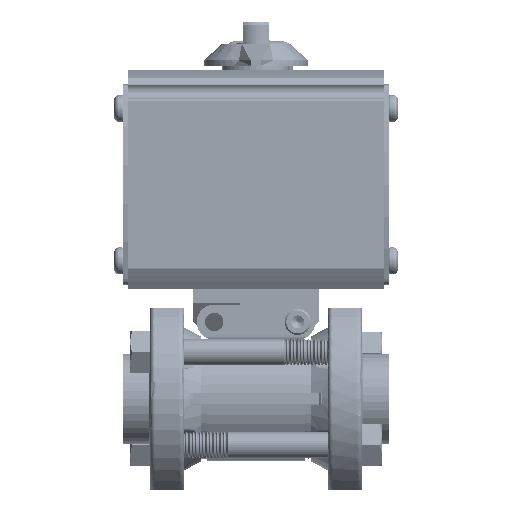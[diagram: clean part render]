
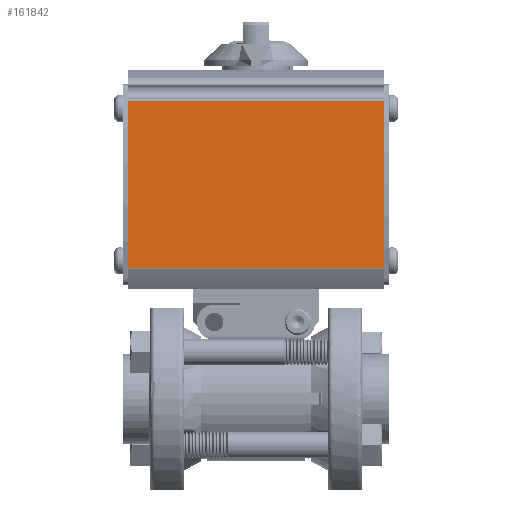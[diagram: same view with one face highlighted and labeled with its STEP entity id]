
A CAD part, top view. The second image highlights one B-rep face of the part: STEP entity #161842.
In plain terms, the highlighted planar face has unit normal (0, 0, 1).
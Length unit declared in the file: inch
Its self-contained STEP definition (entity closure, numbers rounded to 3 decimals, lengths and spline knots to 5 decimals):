
#2030 = CARTESIAN_POINT ( 'NONE',  ( -5.04033, 3.56213, 1.17 ) ) ;
#2054 = EDGE_CURVE ( 'NONE', #119712, #9226, #35854, .T. ) ;
#4520 = LINE ( 'NONE', #186310, #194845 ) ;
#6281 = CARTESIAN_POINT ( 'NONE',  ( 1.5275, 3.5694, 1.17 ) ) ;
#9226 = VERTEX_POINT ( 'NONE', #127141 ) ;
#23747 = VECTOR ( 'NONE', #160268, 39.37008 ) ;
#24763 = DIRECTION ( 'NONE',  ( 0., -1., 0. ) ) ;
#28718 = VERTEX_POINT ( 'NONE', #108021 ) ;
#33518 = EDGE_LOOP ( 'NONE', ( #135986, #34310, #99677, #53933 ) ) ;
#34310 = ORIENTED_EDGE ( 'NONE', *, *, #2054, .T. ) ;
#35854 = LINE ( 'NONE', #2030, #111081 ) ;
#36027 = EDGE_CURVE ( 'NONE', #28718, #103703, #4520, .T. ) ;
#39989 = CARTESIAN_POINT ( 'NONE',  ( -1.5275, 3.5694, 1.17 ) ) ;
#51392 = DIRECTION ( 'NONE',  ( 0., -1., 0. ) ) ;
#52935 = CARTESIAN_POINT ( 'NONE',  ( 1.5275, 1.56787, 1.17 ) ) ;
#53933 = ORIENTED_EDGE ( 'NONE', *, *, #36027, .T. ) ;
#64577 = AXIS2_PLACEMENT_3D ( 'NONE', #83840, #114700, #24763 ) ;
#65072 = CARTESIAN_POINT ( 'NONE',  ( 1.5275, 3.56213, 1.17 ) ) ;
#83840 = CARTESIAN_POINT ( 'NONE',  ( -5.04033, 3.5694, 1.17 ) ) ;
#99607 = PLANE ( 'NONE',  #64577 ) ;
#99677 = ORIENTED_EDGE ( 'NONE', *, *, #170997, .F. ) ;
#103629 = LINE ( 'NONE', #39989, #23747 ) ;
#103703 = VERTEX_POINT ( 'NONE', #52935 ) ;
#108021 = CARTESIAN_POINT ( 'NONE',  ( -1.5275, 1.56787, 1.17 ) ) ;
#111081 = VECTOR ( 'NONE', #166122, 39.37008 ) ;
#112054 = DIRECTION ( 'NONE',  ( 1., 0., 0. ) ) ;
#113969 = FACE_OUTER_BOUND ( 'NONE', #33518, .T. ) ;
#114700 = DIRECTION ( 'NONE',  ( 0., 0., -1. ) ) ;
#117260 = LINE ( 'NONE', #6281, #157191 ) ;
#119712 = VERTEX_POINT ( 'NONE', #65072 ) ;
#127141 = CARTESIAN_POINT ( 'NONE',  ( -1.5275, 3.56213, 1.17 ) ) ;
#135986 = ORIENTED_EDGE ( 'NONE', *, *, #174521, .F. ) ;
#157191 = VECTOR ( 'NONE', #51392, 39.37008 ) ;
#160268 = DIRECTION ( 'NONE',  ( 0., 1., 0. ) ) ;
#161842 = ADVANCED_FACE ( 'NONE', ( #113969 ), #99607, .F. ) ;
#166122 = DIRECTION ( 'NONE',  ( -1., 0., 0. ) ) ;
#170997 = EDGE_CURVE ( 'NONE', #28718, #9226, #103629, .T. ) ;
#174521 = EDGE_CURVE ( 'NONE', #119712, #103703, #117260, .T. ) ;
#186310 = CARTESIAN_POINT ( 'NONE',  ( -5.04033, 1.56787, 1.17 ) ) ;
#194845 = VECTOR ( 'NONE', #112054, 39.37008 ) ;
